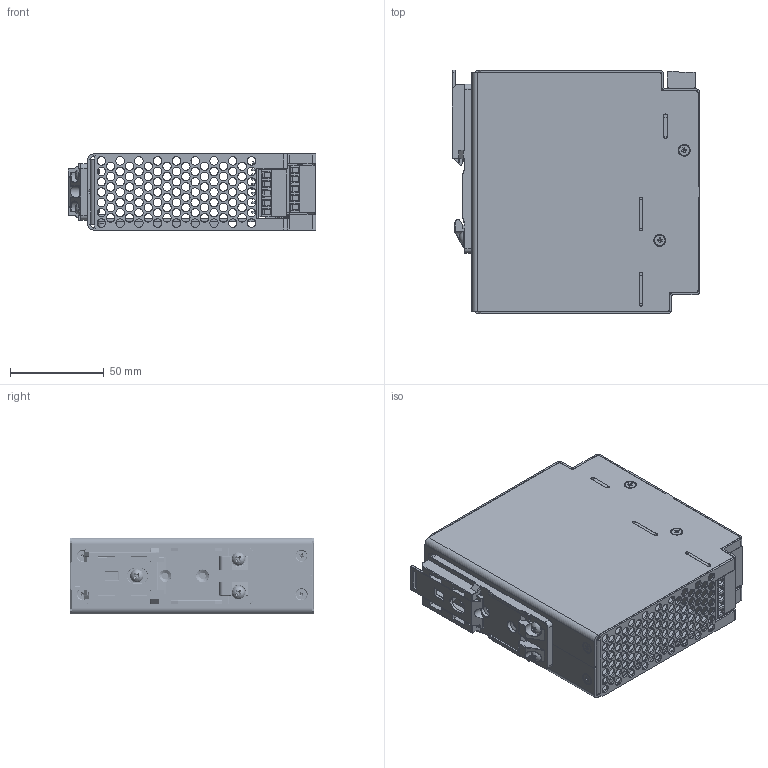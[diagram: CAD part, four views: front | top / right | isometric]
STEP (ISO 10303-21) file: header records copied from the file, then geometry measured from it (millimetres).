
FILE_DESCRIPTION(('STEP AP242'), '1');
FILE_NAME('ÀÍÆÅ.436237.018 ÑÁ - Ìîäóëü ýëåêòðîïèòàíèÿ ÊÀÍ-Ä120', '', ('UNSPECIFIED'), ('UNSPECIFIED'), 'C3D Converter', 'C3D Toolkit', '');
FILE_SCHEMA(('AP242_MANAGED_MODEL_BASED_3D_ENGINEERING_MIM_LF { 1 0 10303 442 1 1 4 }'));
Length unit declared in the file: millimetre
Products named in the file (30): АНЖЕ.436237.018; DINKLE_5EEHDR-XXP; DINKLE_5ESDV-XXP; DINKLE_3EHDRC-XXP; DINKLE_7ESDV-XXP; Trimming Potentiometer Horizontal 3296P_4,5; АНЖЕ.731146.013 -; 42WUM; АНЖЕ.301440.053; АНЖЕ.745312.066; АНЖЕ.301440.057 ; АНЖЕ.745312.070; АНЖЕ.301440.059; АНЖЕ.745418.042 ; АНЖЕ.301629.037; BASE_FOOT-XIAO0; SLIP_1-XIAO-K; АНЖЕ.757532.003; АНЖЕ.741321.012
Assembly tree (52 placements, depth 3):
  АНЖЕ.436237.018
    (unnamed)
      (unnamed)
      (unnamed)
      DINKLE_5EEHDR-XXP
      DINKLE_5ESDV-XXP  x2
      (unnamed)
      DINKLE_3EHDRC-XXP
      DINKLE_7ESDV-XXP
      Trimming Potentiometer Horizontal 3296P_4,5
      АНЖЕ.731146.013 -  x2
      42WUM
    АНЖЕ.301440.053
      АНЖЕ.745312.066
      (unnamed)  x2
      (unnamed)  x4
    АНЖЕ.301440.057 
      АНЖЕ.745312.070
      (unnamed)
    (unnamed)  x6
    АНЖЕ.301440.059
      АНЖЕ.745418.042 
      (unnamed)  x4
    АНЖЕ.301629.037
      BASE_FOOT-XIAO0
      SLIP_1-XIAO-K
    (unnamed)  x4
    (unnamed)  x3
    АНЖЕ.757532.003
    АНЖЕ.741321.012
    (unnamed)  x4
Bounding box: 132 x 129.6 x 40.5 mm (x, y, z)
Volume: 152250.8 mm3; surface area: 209741 mm2
Topology: 47 solids, 47 shells, 4103 faces, 11136 edges, 7306 vertices
Faces by surface type: plane 2420, cylinder 1042, bspline 303, cone 170, torus 115, sphere 53
Full cylindrical faces by diameter (mm): 0.51 x3, 1.4 x1, 1.6 x10, 2.2 x1, 2.459 x10, 2.49 x3, 2.5 x10, 3 x11, 3.2 x8, 3.242 x3, 3.4 x4, 3.5 x6, 3.85 x10, 3.94 x3, 4 x9, 4.05 x26, 4.19 x4, 4.2 x11, 4.22 x4, 4.4 x2, 4.5 x235, 5 x4, 5.38 x3, 5.4 x3, 5.5 x4, 5.6 x6, 6.3 x4, 6.5 x6, 7 x3, 7.9 x3
Entity records: 141152 total; most frequent: CARTESIAN_POINT 49435, ORIENTED_EDGE 16230, DIRECTION 14604, EDGE_CURVE 8115, VERTEX_POINT 5539, AXIS2_PLACEMENT_3D 4876, LINE 4852, VECTOR 4852
